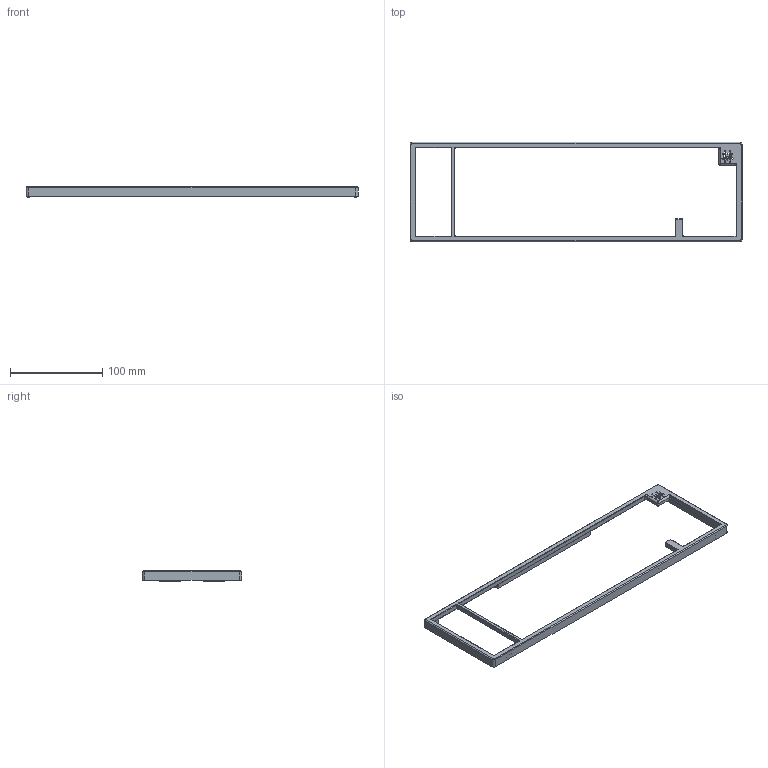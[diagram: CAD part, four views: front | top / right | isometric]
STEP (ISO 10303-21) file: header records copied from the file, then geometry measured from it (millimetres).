
FILE_DESCRIPTION(/* description */ (''),/* implementation_level */ '2;1');
FILE_NAME(/* name */ 'top.step',/* time_stamp */ '2022-08-30T09:53:49+08:00',/* author */ (''),/* organization */ (''),/* preprocessor_version */ 'ST-DEVELOPER v19',/* originating_system */ 'Autodesk Translation Framework v11.7.0.108',/* authorisation */ '');
FILE_SCHEMA (('AUTOMOTIVE_DESIGN { 1 0 10303 214 3 1 1 }'));
Length unit declared in the file: millimetre
Products named in the file (1): lin top-right-blocker
Bounding box: 360.61 x 108.2 x 11.5 mm (x, y, z)
Volume: 51654.6 mm3; surface area: 33367.5 mm2
Topology: 1 solids, 1 shells, 249 faces, 652 edges, 417 vertices
Faces by surface type: plane 135, cylinder 74, bspline 25, torus 9, cone 4, sphere 2
Full cylindrical faces by diameter (mm): 1.623 x2, 2.171 x8
Entity records: 8386 total; most frequent: CARTESIAN_POINT 2235, ORIENTED_EDGE 1294, DIRECTION 1214, EDGE_CURVE 647, LINE 442, VECTOR 442, VERTEX_POINT 417, AXIS2_PLACEMENT_3D 386
